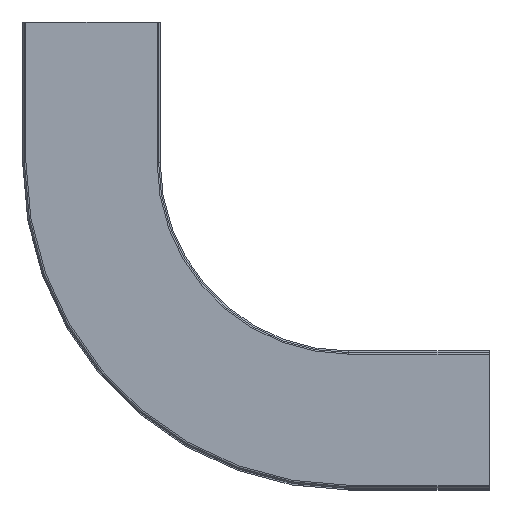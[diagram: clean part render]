
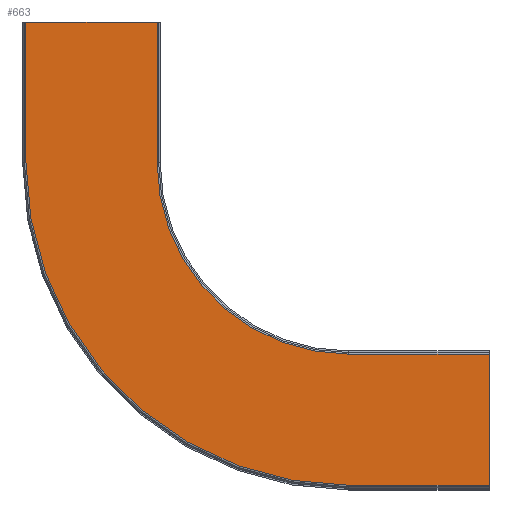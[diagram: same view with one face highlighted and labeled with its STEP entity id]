
A CAD part, top view. The second image highlights one B-rep face of the part: STEP entity #663.
In plain terms, the highlighted face is planar.
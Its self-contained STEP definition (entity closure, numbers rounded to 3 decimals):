
#4 = ORIENTED_EDGE ( 'NONE', *, *, #21, .F. ) ;
#10 = CARTESIAN_POINT ( 'NONE',  ( -212.75, 297.75, 0. ) ) ;
#15 = EDGE_CURVE ( 'NONE', #118, #1098, #874, .T. ) ;
#16 = ORIENTED_EDGE ( 'NONE', *, *, #192, .F. ) ;
#21 = EDGE_CURVE ( 'NONE', #578, #1158, #1523, .T. ) ;
#82 = AXIS2_PLACEMENT_3D ( 'NONE', #1571, #1432, #861 ) ;
#114 = AXIS2_PLACEMENT_3D ( 'NONE', #339, #1192, #465 ) ;
#118 = VERTEX_POINT ( 'NONE', #407 ) ;
#179 = CARTESIAN_POINT ( 'NONE',  ( -212.75, 207.75, 0. ) ) ;
#187 = ORIENTED_EDGE ( 'NONE', *, *, #1372, .F. ) ;
#192 = EDGE_CURVE ( 'NONE', #195, #1451, #646, .T. ) ;
#195 = VERTEX_POINT ( 'NONE', #206 ) ;
#206 = CARTESIAN_POINT ( 'NONE',  ( -212.75, 207.75, 0. ) ) ;
#232 = CARTESIAN_POINT ( 'NONE',  ( -90., 1., 0. ) ) ;
#247 = CARTESIAN_POINT ( 'NONE',  ( -90., 207.75, 0. ) ) ;
#303 = VECTOR ( 'NONE', #1460, 1000. ) ;
#305 = EDGE_LOOP ( 'NONE', ( #16, #1064, #1528, #597, #187, #1457, #4, #639 ) ) ;
#337 = CIRCLE ( 'NONE', #82, 122.75 ) ;
#339 = CARTESIAN_POINT ( 'NONE',  ( -90., 207.75, 0. ) ) ;
#389 = CARTESIAN_POINT ( 'NONE',  ( 0., 85., 0. ) ) ;
#407 = CARTESIAN_POINT ( 'NONE',  ( 0., 1., 0. ) ) ;
#430 = AXIS2_PLACEMENT_3D ( 'NONE', #247, #1345, #621 ) ;
#441 = EDGE_CURVE ( 'NONE', #1098, #714, #1128, .T. ) ;
#465 = DIRECTION ( 'NONE',  ( 1., 0., 0. ) ) ;
#499 = PLANE ( 'NONE',  #430 ) ;
#515 = DIRECTION ( 'NONE',  ( -1., 0., 0. ) ) ;
#549 = FACE_OUTER_BOUND ( 'NONE', #305, .T. ) ;
#550 = VECTOR ( 'NONE', #740, 1000. ) ;
#552 = VECTOR ( 'NONE', #745, 1000. ) ;
#578 = VERTEX_POINT ( 'NONE', #1526 ) ;
#597 = ORIENTED_EDGE ( 'NONE', *, *, #15, .F. ) ;
#618 = CARTESIAN_POINT ( 'NONE',  ( -90., 1., 0. ) ) ;
#621 = DIRECTION ( 'NONE',  ( -1., 0., 0. ) ) ;
#624 = LINE ( 'NONE', #734, #303 ) ;
#631 = CARTESIAN_POINT ( 'NONE',  ( 0., 86., 0. ) ) ;
#639 = ORIENTED_EDGE ( 'NONE', *, *, #1361, .F. ) ;
#646 = LINE ( 'NONE', #179, #1568 ) ;
#663 = ADVANCED_FACE ( 'NONE', ( #549 ), #499, .T. ) ;
#714 = VERTEX_POINT ( 'NONE', #1349 ) ;
#734 = CARTESIAN_POINT ( 'NONE',  ( -297.75, 297.75, 0. ) ) ;
#740 = DIRECTION ( 'NONE',  ( 1., 0., 0. ) ) ;
#745 = DIRECTION ( 'NONE',  ( 0., 1., 0. ) ) ;
#770 = VECTOR ( 'NONE', #515, 1000. ) ;
#774 = CARTESIAN_POINT ( 'NONE',  ( -296.75, 207.75, 0. ) ) ;
#822 = EDGE_CURVE ( 'NONE', #1158, #965, #994, .T. ) ;
#861 = DIRECTION ( 'NONE',  ( -1., 0., 0. ) ) ;
#874 = LINE ( 'NONE', #631, #552 ) ;
#965 = VERTEX_POINT ( 'NONE', #232 ) ;
#994 = CIRCLE ( 'NONE', #114, 206.75 ) ;
#1007 = EDGE_CURVE ( 'NONE', #714, #195, #337, .T. ) ;
#1064 = ORIENTED_EDGE ( 'NONE', *, *, #1007, .F. ) ;
#1098 = VERTEX_POINT ( 'NONE', #1245 ) ;
#1128 = LINE ( 'NONE', #389, #770 ) ;
#1158 = VERTEX_POINT ( 'NONE', #774 ) ;
#1192 = DIRECTION ( 'NONE',  ( 0., 0., 1. ) ) ;
#1245 = CARTESIAN_POINT ( 'NONE',  ( 0., 85., 0. ) ) ;
#1345 = DIRECTION ( 'NONE',  ( 0., 0., -1. ) ) ;
#1348 = CARTESIAN_POINT ( 'NONE',  ( -296.75, 297.75, 0. ) ) ;
#1349 = CARTESIAN_POINT ( 'NONE',  ( -90., 85., 0. ) ) ;
#1353 = DIRECTION ( 'NONE',  ( 0., -1., 0. ) ) ;
#1361 = EDGE_CURVE ( 'NONE', #1451, #578, #624, .T. ) ;
#1372 = EDGE_CURVE ( 'NONE', #965, #118, #1520, .T. ) ;
#1421 = DIRECTION ( 'NONE',  ( 0., 1., 0. ) ) ;
#1432 = DIRECTION ( 'NONE',  ( 0., 0., -1. ) ) ;
#1451 = VERTEX_POINT ( 'NONE', #10 ) ;
#1457 = ORIENTED_EDGE ( 'NONE', *, *, #822, .F. ) ;
#1460 = DIRECTION ( 'NONE',  ( -1., 0., 0. ) ) ;
#1482 = VECTOR ( 'NONE', #1353, 1000. ) ;
#1520 = LINE ( 'NONE', #618, #550 ) ;
#1523 = LINE ( 'NONE', #1348, #1482 ) ;
#1526 = CARTESIAN_POINT ( 'NONE',  ( -296.75, 297.75, 0. ) ) ;
#1528 = ORIENTED_EDGE ( 'NONE', *, *, #441, .F. ) ;
#1568 = VECTOR ( 'NONE', #1421, 1000. ) ;
#1571 = CARTESIAN_POINT ( 'NONE',  ( -90., 207.75, 0. ) ) ;
